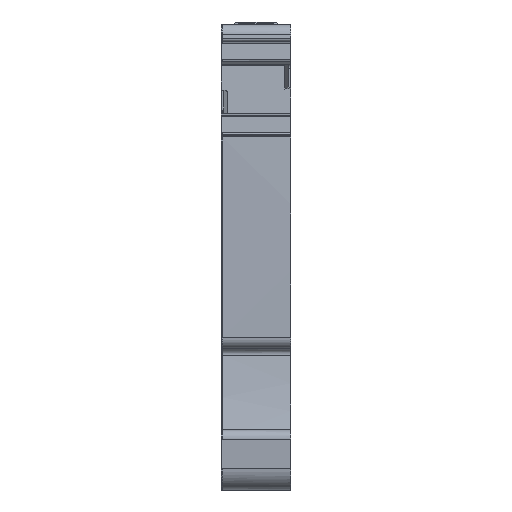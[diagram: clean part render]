
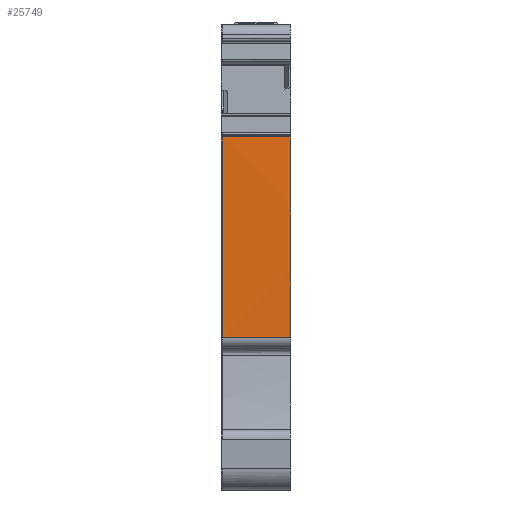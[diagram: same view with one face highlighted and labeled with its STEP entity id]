
A CAD part, front view. The second image highlights one B-rep face of the part: STEP entity #25749.
In plain terms, the highlighted cylindrical face has radius 248.5 mm (diameter 497 mm), a partial arc.
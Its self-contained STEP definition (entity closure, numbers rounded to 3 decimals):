
#8039=AXIS2_PLACEMENT_3D('Circle Axis2P3D',#8037,#8038,$) ;
#25589=AXIS2_PLACEMENT_3D('Cylinder Axis2P3D',#25586,#25587,#25588) ;
#3138=CARTESIAN_POINT('Vertex',(0.05,1.522,13.435)) ;
#3189=CARTESIAN_POINT('Vertex',(0.05,1.896,31.153)) ;
#3201=CARTESIAN_POINT('Control Point',(0.05,1.896,31.153)) ;
#3202=CARTESIAN_POINT('Control Point',(0.05,1.695,27.613)) ;
#3203=CARTESIAN_POINT('Control Point',(0.05,1.557,24.071)) ;
#3204=CARTESIAN_POINT('Control Point',(0.05,1.482,20.526)) ;
#3205=CARTESIAN_POINT('Control Point',(0.05,1.471,16.98)) ;
#3206=CARTESIAN_POINT('Control Point',(0.05,1.522,13.435)) ;
#8034=CARTESIAN_POINT('Vertex',(6.1,1.896,31.153)) ;
#8037=CARTESIAN_POINT('Axis2P3D Location',(6.1,249.996,17.05)) ;
#8041=CARTESIAN_POINT('Vertex',(6.1,1.522,13.435)) ;
#25586=CARTESIAN_POINT('Axis2P3D Location',(3.05,249.996,17.05)) ;
#25719=CARTESIAN_POINT('Line Origine',(3.05,1.896,31.153)) ;
#25738=CARTESIAN_POINT('Line Origine',(0.,1.522,13.435)) ;
#8038=DIRECTION('Axis2P3D Direction',(1.,0.,0.)) ;
#25587=DIRECTION('Axis2P3D Direction',(1.,0.,0.)) ;
#25588=DIRECTION('Axis2P3D XDirection',(0.,-0.996,0.093)) ;
#25720=DIRECTION('Vector Direction',(1.,0.,0.)) ;
#25739=DIRECTION('Vector Direction',(1.,0.,0.)) ;
#25721=VECTOR('Line Direction',#25720,1.) ;
#25740=VECTOR('Line Direction',#25739,1.) ;
#25744=ORIENTED_EDGE('',*,*,#25742,.T.) ;
#25745=ORIENTED_EDGE('',*,*,#8043,.F.) ;
#25746=ORIENTED_EDGE('',*,*,#25723,.F.) ;
#25747=ORIENTED_EDGE('',*,*,#3207,.T.) ;
#25749=ADVANCED_FACE('PartBody',(#25748),#25590,.T.) ;
#3200=B_SPLINE_CURVE_WITH_KNOTS('',5,(#3201,#3202,#3203,#3204,#3205,#3206),.UNSPECIFIED.,.F.,.U.,(6,6),(157.415,175.14),.UNSPECIFIED.) ;
#8040=CIRCLE('generated circle',#8039,248.5) ;
#25590=CYLINDRICAL_SURFACE('generated cylinder',#25589,248.5) ;
#3207=EDGE_CURVE('',#3190,#3139,#3200,.T.) ;
#8043=EDGE_CURVE('',#8035,#8042,#8040,.T.) ;
#25723=EDGE_CURVE('',#3190,#8035,#25722,.T.) ;
#25742=EDGE_CURVE('',#3139,#8042,#25741,.T.) ;
#25743=EDGE_LOOP('',(#25744,#25745,#25746,#25747)) ;
#25748=FACE_OUTER_BOUND('',#25743,.T.) ;
#25722=LINE('Line',#25719,#25721) ;
#25741=LINE('Line',#25738,#25740) ;
#3139=VERTEX_POINT('',#3138) ;
#3190=VERTEX_POINT('',#3189) ;
#8035=VERTEX_POINT('',#8034) ;
#8042=VERTEX_POINT('',#8041) ;
